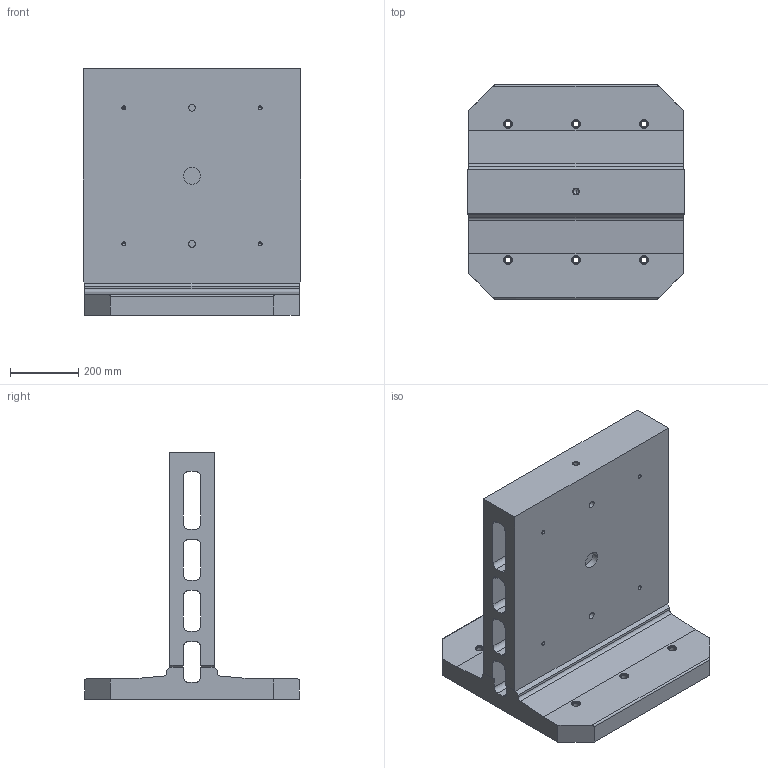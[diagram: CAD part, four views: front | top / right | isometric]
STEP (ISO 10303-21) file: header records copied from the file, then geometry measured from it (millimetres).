
FILE_DESCRIPTION(('STEP AP214'),'1');
FILE_NAME(' ',' ',('TraceParts'),('TraceParts S.A.'),'XStep 1.0',' ',' ');
FILE_SCHEMA(('automotive_design'));
Length unit declared in the file: millimetre
Products named in the file (1): 1
Bounding box: 640 x 630 x 725 mm (x, y, z)
Volume: 62679155.4 mm3; surface area: 2774970.7 mm2
Topology: 1 solids, 1 shells, 188 faces, 464 edges, 283 vertices
Faces by surface type: cylinder 82, plane 58, cone 48
Entity records: 10653 total; most frequent: DIRECTION 1018, STYLED_ITEM 918, PRESENTATION_STYLE_ASSIGNMENT 918, CARTESIAN_POINT 918, COLOUR_RGB 918, ORIENTED_EDGE 892, EDGE_CURVE 446, CURVE_STYLE 446
